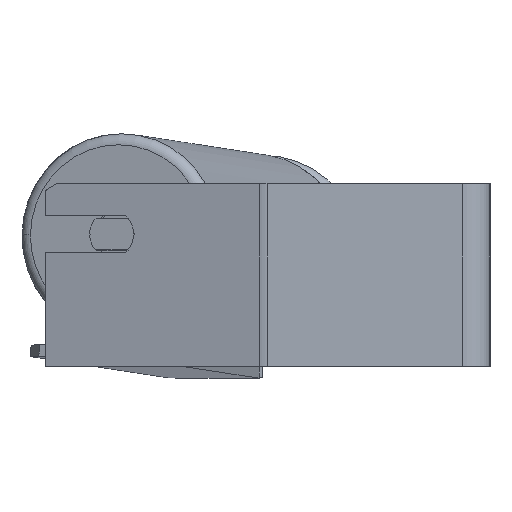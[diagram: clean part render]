
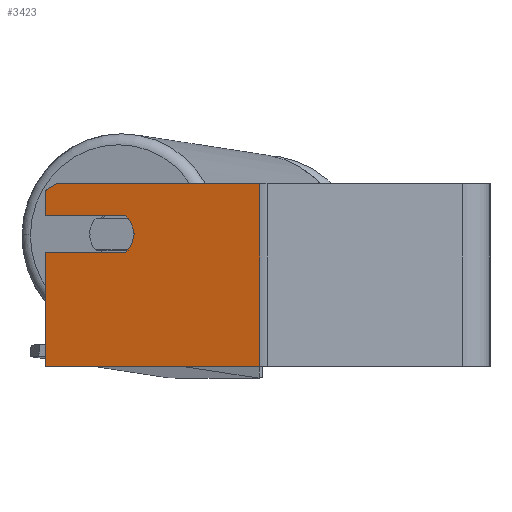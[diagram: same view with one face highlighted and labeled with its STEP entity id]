
A CAD part, left-side view. The second image highlights one B-rep face of the part: STEP entity #3423.
In plain terms, the highlighted planar face has unit normal (-0.966, 0.259, 0).
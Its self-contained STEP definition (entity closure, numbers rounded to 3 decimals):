
#53 = DIRECTION ( 'NONE',  ( 0.259, 0.966, 0. ) ) ;
#76 = DIRECTION ( 'NONE',  ( -0.966, 0.259, 0. ) ) ;
#115 = VECTOR ( 'NONE', #7733, 1000. ) ;
#192 = ORIENTED_EDGE ( 'NONE', *, *, #7026, .F. ) ;
#274 = CARTESIAN_POINT ( 'NONE',  ( -383.733, 159.894, 10. ) ) ;
#513 = CARTESIAN_POINT ( 'NONE',  ( -374.416, 194.667, -40. ) ) ;
#525 = ORIENTED_EDGE ( 'NONE', *, *, #5076, .F. ) ;
#541 = EDGE_CURVE ( 'NONE', #2644, #5612, #5319, .T. ) ;
#642 = AXIS2_PLACEMENT_3D ( 'NONE', #3588, #7203, #53 ) ;
#661 = ORIENTED_EDGE ( 'NONE', *, *, #5809, .T. ) ;
#702 = CARTESIAN_POINT ( 'NONE',  ( -374.416, 194.667, 40. ) ) ;
#738 = CARTESIAN_POINT ( 'NONE',  ( -374.416, 194.667, -40. ) ) ;
#1025 = ORIENTED_EDGE ( 'NONE', *, *, #1770, .T. ) ;
#1111 = VERTEX_POINT ( 'NONE', #1498 ) ;
#1237 = CIRCLE ( 'NONE', #8110, 10. ) ;
#1245 = VERTEX_POINT ( 'NONE', #8817 ) ;
#1364 = CARTESIAN_POINT ( 'NONE',  ( -399.591, 100.712, 40. ) ) ;
#1490 = LINE ( 'NONE', #7087, #8119 ) ;
#1498 = CARTESIAN_POINT ( 'NONE',  ( -399.591, 100.712, -40. ) ) ;
#1508 = CARTESIAN_POINT ( 'NONE',  ( -382.18, 165.69, 18. ) ) ;
#1581 = CARTESIAN_POINT ( 'NONE',  ( -383.733, 159.894, 10. ) ) ;
#1635 = LINE ( 'NONE', #6594, #7666 ) ;
#1644 = CARTESIAN_POINT ( 'NONE',  ( -383.733, 159.894, 26. ) ) ;
#1770 = EDGE_CURVE ( 'NONE', #8114, #6486, #4789, .T. ) ;
#1810 = VECTOR ( 'NONE', #2806, 1000. ) ;
#1979 = CARTESIAN_POINT ( 'NONE',  ( -374.416, 194.667, 26. ) ) ;
#2076 = CARTESIAN_POINT ( 'NONE',  ( -382.18, 165.69, 18. ) ) ;
#2173 = VERTEX_POINT ( 'NONE', #1364 ) ;
#2264 = DIRECTION ( 'NONE',  ( 0.259, 0.966, 0. ) ) ;
#2267 = EDGE_CURVE ( 'NONE', #1245, #4881, #1635, .T. ) ;
#2428 = EDGE_LOOP ( 'NONE', ( #525, #661, #6572, #6934, #2812, #2452, #192, #1025, #7660, #8940 ) ) ;
#2452 = ORIENTED_EDGE ( 'NONE', *, *, #541, .F. ) ;
#2615 = EDGE_CURVE ( 'NONE', #5431, #4881, #1490, .T. ) ;
#2644 = VERTEX_POINT ( 'NONE', #1581 ) ;
#2646 = DIRECTION ( 'NONE',  ( 0., 0., -1. ) ) ;
#2783 = CARTESIAN_POINT ( 'NONE',  ( -374.416, 194.667, 10. ) ) ;
#2806 = DIRECTION ( 'NONE',  ( 0., 0., -1. ) ) ;
#2812 = ORIENTED_EDGE ( 'NONE', *, *, #3603, .F. ) ;
#3023 = LINE ( 'NONE', #274, #7874 ) ;
#3117 = AXIS2_PLACEMENT_3D ( 'NONE', #1508, #8376, #4309 ) ;
#3345 = CARTESIAN_POINT ( 'NONE',  ( -384.769, 156.03, 18. ) ) ;
#3423 = ADVANCED_FACE ( 'NONE', ( #7020 ), #4410, .F. ) ;
#3588 = CARTESIAN_POINT ( 'NONE',  ( -374.416, 194.667, 40. ) ) ;
#3603 = EDGE_CURVE ( 'NONE', #5612, #5431, #1237, .T. ) ;
#3868 = LINE ( 'NONE', #5201, #5227 ) ;
#4166 = CARTESIAN_POINT ( 'NONE',  ( -374.416, 194.667, 37.113 ) ) ;
#4240 = CARTESIAN_POINT ( 'NONE',  ( -375.71, 189.838, 40. ) ) ;
#4309 = DIRECTION ( 'NONE',  ( -0.259, -0.966, 0. ) ) ;
#4410 = PLANE ( 'NONE',  #642 ) ;
#4437 = DIRECTION ( 'NONE',  ( 0., 0., -1. ) ) ;
#4789 = LINE ( 'NONE', #702, #1810 ) ;
#4860 = LINE ( 'NONE', #4166, #115 ) ;
#4881 = VERTEX_POINT ( 'NONE', #1979 ) ;
#4894 = DIRECTION ( 'NONE',  ( -0.259, -0.966, 0. ) ) ;
#5019 = VERTEX_POINT ( 'NONE', #4240 ) ;
#5076 = EDGE_CURVE ( 'NONE', #5019, #2173, #3868, .T. ) ;
#5093 = DIRECTION ( 'NONE',  ( -0.259, -0.966, 0. ) ) ;
#5201 = CARTESIAN_POINT ( 'NONE',  ( -374.416, 194.667, 40. ) ) ;
#5206 = EDGE_CURVE ( 'NONE', #6486, #1111, #5430, .T. ) ;
#5227 = VECTOR ( 'NONE', #5246, 1000. ) ;
#5246 = DIRECTION ( 'NONE',  ( -0.259, -0.966, 0. ) ) ;
#5319 = CIRCLE ( 'NONE', #3117, 10. ) ;
#5430 = LINE ( 'NONE', #513, #7998 ) ;
#5431 = VERTEX_POINT ( 'NONE', #1644 ) ;
#5453 = CARTESIAN_POINT ( 'NONE',  ( -399.591, 100.712, 40. ) ) ;
#5612 = VERTEX_POINT ( 'NONE', #3345 ) ;
#5809 = EDGE_CURVE ( 'NONE', #5019, #1245, #4860, .T. ) ;
#6486 = VERTEX_POINT ( 'NONE', #738 ) ;
#6572 = ORIENTED_EDGE ( 'NONE', *, *, #2267, .T. ) ;
#6594 = CARTESIAN_POINT ( 'NONE',  ( -374.416, 194.667, 40. ) ) ;
#6934 = ORIENTED_EDGE ( 'NONE', *, *, #2615, .F. ) ;
#7020 = FACE_OUTER_BOUND ( 'NONE', #2428, .T. ) ;
#7026 = EDGE_CURVE ( 'NONE', #8114, #2644, #3023, .T. ) ;
#7086 = EDGE_CURVE ( 'NONE', #2173, #1111, #7501, .T. ) ;
#7087 = CARTESIAN_POINT ( 'NONE',  ( -383.733, 159.894, 26. ) ) ;
#7203 = DIRECTION ( 'NONE',  ( 0.966, -0.259, 0. ) ) ;
#7429 = DIRECTION ( 'NONE',  ( -0.259, -0.966, 0. ) ) ;
#7501 = LINE ( 'NONE', #5453, #8604 ) ;
#7660 = ORIENTED_EDGE ( 'NONE', *, *, #5206, .T. ) ;
#7666 = VECTOR ( 'NONE', #4437, 1000. ) ;
#7733 = DIRECTION ( 'NONE',  ( 0.224, 0.837, -0.5 ) ) ;
#7874 = VECTOR ( 'NONE', #5093, 1000. ) ;
#7998 = VECTOR ( 'NONE', #7429, 1000. ) ;
#8110 = AXIS2_PLACEMENT_3D ( 'NONE', #2076, #76, #4894 ) ;
#8114 = VERTEX_POINT ( 'NONE', #2783 ) ;
#8119 = VECTOR ( 'NONE', #2264, 1000. ) ;
#8376 = DIRECTION ( 'NONE',  ( -0.966, 0.259, 0. ) ) ;
#8604 = VECTOR ( 'NONE', #2646, 1000. ) ;
#8817 = CARTESIAN_POINT ( 'NONE',  ( -374.416, 194.667, 37.113 ) ) ;
#8940 = ORIENTED_EDGE ( 'NONE', *, *, #7086, .F. ) ;
